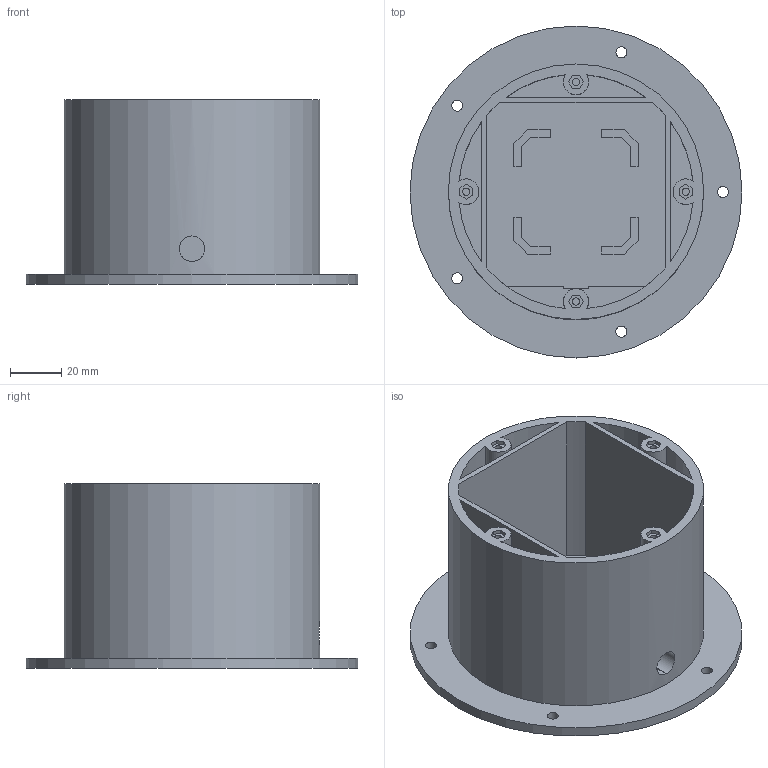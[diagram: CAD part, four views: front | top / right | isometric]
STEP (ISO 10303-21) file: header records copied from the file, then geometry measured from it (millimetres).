
FILE_DESCRIPTION(/* description */ (''),/* implementation_level */ '2;1');
FILE_NAME(/* name */ 'BASE V2.step',/* time_stamp */ '2024-08-03T13:07:20-04:00',/* author */ (''),/* organization */ (''),/* preprocessor_version */ 'ST-DEVELOPER v20',/* originating_system */ 'Autodesk Translation Framework v13.14.0.145',/* authorisation */ '');
FILE_SCHEMA (('AUTOMOTIVE_DESIGN { 1 0 10303 214 3 1 1 }'));
Length unit declared in the file: millimetre
Products named in the file (1): BASE V2
Bounding box: 130.02 x 130.02 x 72.4 mm (x, y, z)
Volume: 183878.3 mm3; surface area: 99592.3 mm2
Topology: 5 solids, 5 shells, 121 faces, 292 edges, 193 vertices
Faces by surface type: plane 95, cylinder 26
Full cylindrical faces by diameter (mm): 2.85 x4, 4.3 x5, 100.025 x1, 130.025 x1
Entity records: 3599 total; most frequent: CARTESIAN_POINT 641, DIRECTION 593, ORIENTED_EDGE 584, EDGE_CURVE 292, LINE 233, VECTOR 233, VERTEX_POINT 193, AXIS2_PLACEMENT_3D 180
